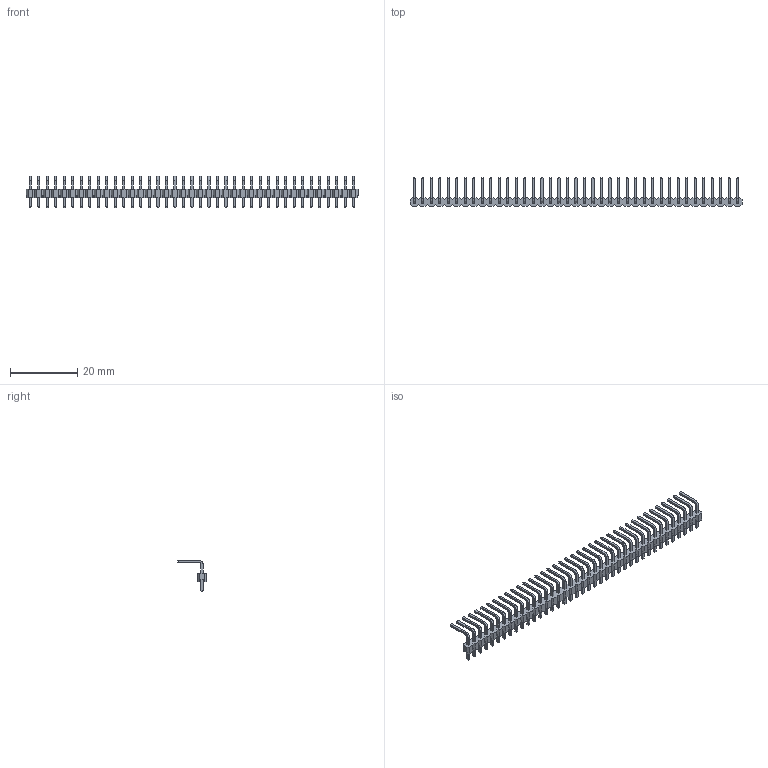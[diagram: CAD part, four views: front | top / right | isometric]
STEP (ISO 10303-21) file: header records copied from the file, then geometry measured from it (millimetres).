
FILE_DESCRIPTION(('STEP AP214'), '1');
FILE_NAME('PLS-RU', '', ('UNSPECIFIED'), ('UNSPECIFIED'), 'ASCON STEP Converter 1.6', 'ASCON Math Kernel', '');
FILE_SCHEMA(('AUTOMOTIVE_DESIGN { 1 0 10303 214 3 1 1}'));
Length unit declared in the file: millimetre
Bounding box: 99.06 x 8.52 x 9.39 mm (x, y, z)
Volume: 669 mm3; surface area: 2527.6 mm2
Topology: 1 solids, 1 shells, 1252 faces, 3204 edges, 2032 vertices
Faces by surface type: plane 1174, cylinder 78
Entity records: 46884 total; most frequent: CARTESIAN_POINT 6489, ORIENTED_EDGE 6408, DIRECTION 5866, EDGE_CURVE 3204, LINE 3048, VECTOR 3048, VERTEX_POINT 2032, AXIS2_PLACEMENT_3D 1409
